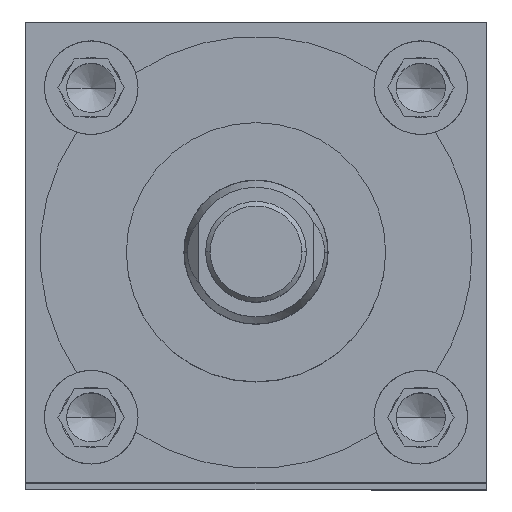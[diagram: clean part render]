
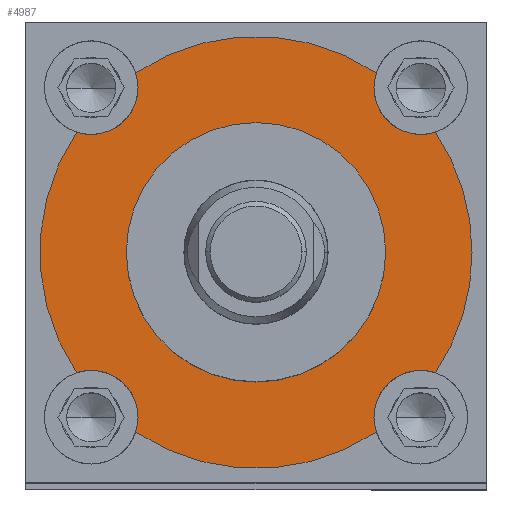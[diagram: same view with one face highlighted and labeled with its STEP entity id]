
A CAD part, top view. The second image highlights one B-rep face of the part: STEP entity #4987.
In plain terms, the highlighted planar face has unit normal (0, 0, 1).
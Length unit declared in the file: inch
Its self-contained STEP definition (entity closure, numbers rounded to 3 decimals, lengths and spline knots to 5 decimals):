
#88 = CARTESIAN_POINT ( 'NONE',  ( -0.512, 0.715, 17.62 ) ) ;
#148 = CARTESIAN_POINT ( 'NONE',  ( 0.52222, 0.77859, 17.62 ) ) ;
#172 = VERTEX_POINT ( 'NONE', #1675 ) ;
#248 = AXIS2_PLACEMENT_3D ( 'NONE', #5471, #1031, #2628 ) ;
#285 = DIRECTION ( 'NONE',  ( 1., 0., 0. ) ) ;
#331 = CARTESIAN_POINT ( 'NONE',  ( -0.77859, -0.52222, 17.62 ) ) ;
#418 = CARTESIAN_POINT ( 'NONE',  ( 0., 0., 17.62 ) ) ;
#456 = CARTESIAN_POINT ( 'NONE',  ( 0., 0., 17.62 ) ) ;
#544 = CARTESIAN_POINT ( 'NONE',  ( 0., 0., 17.62 ) ) ;
#554 = VERTEX_POINT ( 'NONE', #5119 ) ;
#577 = EDGE_CURVE ( 'NONE', #4515, #5081, #6311, .T. ) ;
#592 = CARTESIAN_POINT ( 'NONE',  ( -0.715, -0.715, 17.62 ) ) ;
#600 = DIRECTION ( 'NONE',  ( 1., 0., 0. ) ) ;
#601 = DIRECTION ( 'NONE',  ( 0., 0., 1. ) ) ;
#631 = ORIENTED_EDGE ( 'NONE', *, *, #7302, .F. ) ;
#792 = DIRECTION ( 'NONE',  ( 1., 0., 0. ) ) ;
#827 = VERTEX_POINT ( 'NONE', #7271 ) ;
#874 = CIRCLE ( 'NONE', #2293, 0.9375 ) ;
#878 = AXIS2_PLACEMENT_3D ( 'NONE', #3203, #7175, #3840 ) ;
#1031 = DIRECTION ( 'NONE',  ( 0., 0., 1. ) ) ;
#1143 = DIRECTION ( 'NONE',  ( 1., 0., 0. ) ) ;
#1216 = DIRECTION ( 'NONE',  ( 0., 0., 1. ) ) ;
#1280 = DIRECTION ( 'NONE',  ( 0., 0., 1. ) ) ;
#1308 = DIRECTION ( 'NONE',  ( 1., 0., 0. ) ) ;
#1318 = DIRECTION ( 'NONE',  ( 1., 0., 0. ) ) ;
#1321 = CARTESIAN_POINT ( 'NONE',  ( -0.715, -0.715, 17.62 ) ) ;
#1420 = VERTEX_POINT ( 'NONE', #4688 ) ;
#1433 = CARTESIAN_POINT ( 'NONE',  ( 0., 0., 17.62 ) ) ;
#1506 = DIRECTION ( 'NONE',  ( 0., 0., 1. ) ) ;
#1512 = ORIENTED_EDGE ( 'NONE', *, *, #6024, .F. ) ;
#1581 = EDGE_CURVE ( 'NONE', #5859, #7166, #5271, .T. ) ;
#1675 = CARTESIAN_POINT ( 'NONE',  ( -0.77859, 0.52222, 17.62 ) ) ;
#1702 = CIRCLE ( 'NONE', #3369, 0.203 ) ;
#1710 = ORIENTED_EDGE ( 'NONE', *, *, #6437, .F. ) ;
#1754 = DIRECTION ( 'NONE',  ( 0., 0., 1. ) ) ;
#1755 = DIRECTION ( 'NONE',  ( 1., 0., 0. ) ) ;
#1766 = ORIENTED_EDGE ( 'NONE', *, *, #2120, .F. ) ;
#1774 = VERTEX_POINT ( 'NONE', #148 ) ;
#1898 = ORIENTED_EDGE ( 'NONE', *, *, #5294, .T. ) ;
#1916 = ORIENTED_EDGE ( 'NONE', *, *, #6283, .F. ) ;
#2120 = EDGE_CURVE ( 'NONE', #1774, #4005, #6845, .T. ) ;
#2185 = CIRCLE ( 'NONE', #878, 0.203 ) ;
#2269 = AXIS2_PLACEMENT_3D ( 'NONE', #4607, #3994, #1755 ) ;
#2290 = DIRECTION ( 'NONE',  ( 1., 0., 0. ) ) ;
#2293 = AXIS2_PLACEMENT_3D ( 'NONE', #4206, #6409, #792 ) ;
#2391 = CARTESIAN_POINT ( 'NONE',  ( 0.715, -0.715, 17.62 ) ) ;
#2450 = ORIENTED_EDGE ( 'NONE', *, *, #1581, .F. ) ;
#2527 = EDGE_CURVE ( 'NONE', #1420, #827, #1702, .T. ) ;
#2628 = DIRECTION ( 'NONE',  ( 1., 0., 0. ) ) ;
#2633 = CIRCLE ( 'NONE', #2269, 0.203 ) ;
#2682 = DIRECTION ( 'NONE',  ( 0., 0., 1. ) ) ;
#2760 = CIRCLE ( 'NONE', #2881, 0.203 ) ;
#2851 = DIRECTION ( 'NONE',  ( 0., 0., 1. ) ) ;
#2881 = AXIS2_PLACEMENT_3D ( 'NONE', #592, #2924, #2883 ) ;
#2883 = DIRECTION ( 'NONE',  ( 1., 0., 0. ) ) ;
#2924 = DIRECTION ( 'NONE',  ( 0., 0., 1. ) ) ;
#2959 = VERTEX_POINT ( 'NONE', #88 ) ;
#2985 = AXIS2_PLACEMENT_3D ( 'NONE', #5621, #1216, #6324 ) ;
#3047 = ORIENTED_EDGE ( 'NONE', *, *, #577, .F. ) ;
#3066 = CARTESIAN_POINT ( 'NONE',  ( 0., 0., 17.62 ) ) ;
#3099 = CARTESIAN_POINT ( 'NONE',  ( 0.77859, 0.52222, 17.62 ) ) ;
#3179 = EDGE_CURVE ( 'NONE', #5453, #7251, #874, .T. ) ;
#3203 = CARTESIAN_POINT ( 'NONE',  ( 0.715, -0.715, 17.62 ) ) ;
#3324 = DIRECTION ( 'NONE',  ( 1., 0., 0. ) ) ;
#3341 = EDGE_CURVE ( 'NONE', #5453, #1420, #2185, .T. ) ;
#3369 = AXIS2_PLACEMENT_3D ( 'NONE', #2391, #5074, #1308 ) ;
#3418 = CARTESIAN_POINT ( 'NONE',  ( 0.715, 0.715, 17.62 ) ) ;
#3473 = AXIS2_PLACEMENT_3D ( 'NONE', #544, #1754, #3324 ) ;
#3515 = VERTEX_POINT ( 'NONE', #331 ) ;
#3622 = ORIENTED_EDGE ( 'NONE', *, *, #3341, .F. ) ;
#3634 = FACE_OUTER_BOUND ( 'NONE', #7311, .T. ) ;
#3673 = EDGE_CURVE ( 'NONE', #2959, #554, #5682, .T. ) ;
#3836 = CIRCLE ( 'NONE', #4499, 0.9375 ) ;
#3840 = DIRECTION ( 'NONE',  ( 1., 0., 0. ) ) ;
#3896 = EDGE_LOOP ( 'NONE', ( #1512, #2450 ) ) ;
#3994 = DIRECTION ( 'NONE',  ( 0., 0., 1. ) ) ;
#4005 = VERTEX_POINT ( 'NONE', #4739 ) ;
#4066 = AXIS2_PLACEMENT_3D ( 'NONE', #418, #2682, #2290 ) ;
#4111 = FACE_BOUND ( 'NONE', #3896, .T. ) ;
#4188 = CIRCLE ( 'NONE', #4066, 0.9375 ) ;
#4204 = CARTESIAN_POINT ( 'NONE',  ( 0.77859, -0.52222, 17.62 ) ) ;
#4206 = CARTESIAN_POINT ( 'NONE',  ( 0., 0., 17.62 ) ) ;
#4263 = ORIENTED_EDGE ( 'NONE', *, *, #3179, .T. ) ;
#4376 = ORIENTED_EDGE ( 'NONE', *, *, #4936, .T. ) ;
#4413 = AXIS2_PLACEMENT_3D ( 'NONE', #3066, #1280, #285 ) ;
#4478 = ORIENTED_EDGE ( 'NONE', *, *, #3673, .F. ) ;
#4499 = AXIS2_PLACEMENT_3D ( 'NONE', #1433, #4812, #1318 ) ;
#4515 = VERTEX_POINT ( 'NONE', #6105 ) ;
#4517 = DIRECTION ( 'NONE',  ( 1., 0., 0. ) ) ;
#4545 = AXIS2_PLACEMENT_3D ( 'NONE', #1321, #2851, #600 ) ;
#4607 = CARTESIAN_POINT ( 'NONE',  ( 0.715, 0.715, 17.62 ) ) ;
#4688 = CARTESIAN_POINT ( 'NONE',  ( 0.512, -0.715, 17.62 ) ) ;
#4739 = CARTESIAN_POINT ( 'NONE',  ( 0.512, 0.715, 17.62 ) ) ;
#4743 = ORIENTED_EDGE ( 'NONE', *, *, #7257, .T. ) ;
#4751 = CIRCLE ( 'NONE', #6274, 0.9375 ) ;
#4768 = AXIS2_PLACEMENT_3D ( 'NONE', #4880, #1506, #7224 ) ;
#4812 = DIRECTION ( 'NONE',  ( 0., 0., 1. ) ) ;
#4880 = CARTESIAN_POINT ( 'NONE',  ( -0.715, 0.715, 17.62 ) ) ;
#4936 = EDGE_CURVE ( 'NONE', #1774, #554, #4751, .T. ) ;
#4987 = ADVANCED_FACE ( 'NONE', ( #3634, #4111 ), #6356, .T. ) ;
#5003 = DIRECTION ( 'NONE',  ( 0., 0., 1. ) ) ;
#5074 = DIRECTION ( 'NONE',  ( 0., 0., 1. ) ) ;
#5081 = VERTEX_POINT ( 'NONE', #6430 ) ;
#5119 = CARTESIAN_POINT ( 'NONE',  ( -0.52222, 0.77859, 17.62 ) ) ;
#5147 = DIRECTION ( 'NONE',  ( 0., 0., 1. ) ) ;
#5271 = CIRCLE ( 'NONE', #6901, 0.5625 ) ;
#5294 = EDGE_CURVE ( 'NONE', #4515, #827, #6643, .T. ) ;
#5453 = VERTEX_POINT ( 'NONE', #4204 ) ;
#5468 = CARTESIAN_POINT ( 'NONE',  ( 0.5625, 0., 17.62 ) ) ;
#5471 = CARTESIAN_POINT ( 'NONE',  ( -0.715, 0.715, 17.62 ) ) ;
#5621 = CARTESIAN_POINT ( 'NONE',  ( 0., 0., 17.62 ) ) ;
#5682 = CIRCLE ( 'NONE', #248, 0.203 ) ;
#5700 = CIRCLE ( 'NONE', #4768, 0.203 ) ;
#5705 = ORIENTED_EDGE ( 'NONE', *, *, #2527, .F. ) ;
#5859 = VERTEX_POINT ( 'NONE', #5468 ) ;
#6004 = CARTESIAN_POINT ( 'NONE',  ( 0.9375, 0., 17.62 ) ) ;
#6024 = EDGE_CURVE ( 'NONE', #7166, #5859, #6868, .T. ) ;
#6105 = CARTESIAN_POINT ( 'NONE',  ( -0.52222, -0.77859, 17.62 ) ) ;
#6150 = EDGE_CURVE ( 'NONE', #172, #3515, #3836, .T. ) ;
#6215 = CARTESIAN_POINT ( 'NONE',  ( 0., 0., 17.62 ) ) ;
#6274 = AXIS2_PLACEMENT_3D ( 'NONE', #6215, #5147, #1143 ) ;
#6276 = AXIS2_PLACEMENT_3D ( 'NONE', #3418, #5003, #4517 ) ;
#6283 = EDGE_CURVE ( 'NONE', #172, #2959, #5700, .T. ) ;
#6311 = CIRCLE ( 'NONE', #4545, 0.203 ) ;
#6324 = DIRECTION ( 'NONE',  ( 1., 0., 0. ) ) ;
#6356 = PLANE ( 'NONE',  #4413 ) ;
#6409 = DIRECTION ( 'NONE',  ( 0., 0., 1. ) ) ;
#6430 = CARTESIAN_POINT ( 'NONE',  ( -0.512, -0.715, 17.62 ) ) ;
#6437 = EDGE_CURVE ( 'NONE', #4005, #6570, #2633, .T. ) ;
#6522 = CARTESIAN_POINT ( 'NONE',  ( -0.5625, 0., 17.62 ) ) ;
#6570 = VERTEX_POINT ( 'NONE', #3099 ) ;
#6643 = CIRCLE ( 'NONE', #3473, 0.9375 ) ;
#6845 = CIRCLE ( 'NONE', #6276, 0.203 ) ;
#6868 = CIRCLE ( 'NONE', #2985, 0.5625 ) ;
#6901 = AXIS2_PLACEMENT_3D ( 'NONE', #456, #601, #7250 ) ;
#6993 = ORIENTED_EDGE ( 'NONE', *, *, #6150, .T. ) ;
#7166 = VERTEX_POINT ( 'NONE', #6522 ) ;
#7175 = DIRECTION ( 'NONE',  ( 0., 0., 1. ) ) ;
#7224 = DIRECTION ( 'NONE',  ( 1., 0., 0. ) ) ;
#7250 = DIRECTION ( 'NONE',  ( 1., 0., 0. ) ) ;
#7251 = VERTEX_POINT ( 'NONE', #6004 ) ;
#7257 = EDGE_CURVE ( 'NONE', #7251, #6570, #4188, .T. ) ;
#7271 = CARTESIAN_POINT ( 'NONE',  ( 0.52222, -0.77859, 17.62 ) ) ;
#7302 = EDGE_CURVE ( 'NONE', #5081, #3515, #2760, .T. ) ;
#7311 = EDGE_LOOP ( 'NONE', ( #3622, #4263, #4743, #1710, #1766, #4376, #4478, #1916, #6993, #631, #3047, #1898, #5705 ) ) ;
